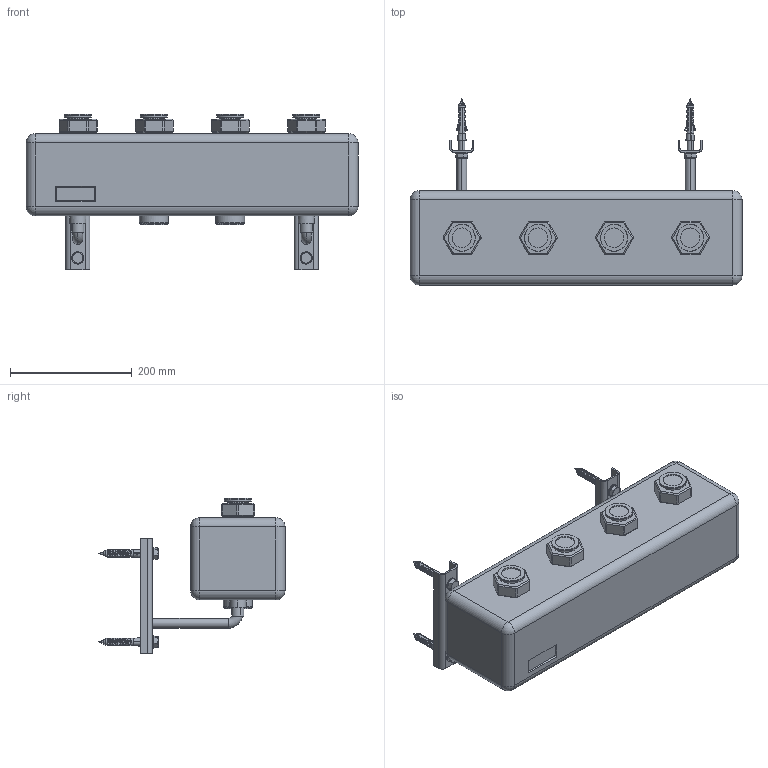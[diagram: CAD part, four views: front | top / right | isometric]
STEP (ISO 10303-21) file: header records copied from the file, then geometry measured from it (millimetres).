
FILE_DESCRIPTION(('CATIA V5 STEP Exchange','CAx-IF Rec.Pracs.--- Model Styling and Organization---1.4--- 2014-01-23','CAx-IF Rec.Pracs.---3D Tessellated Data Validation Properties---0.5---2014-09-14'),'2;1');
FILE_NAME('STEP_550220_-_TST.stp','2021-06-01T08:53:49+00:00',('none'),('none'),'CATIA Version 5-6 Release 2019 SP3','CATIA V5 STEP AP242 v1','none');
FILE_SCHEMA(('AP242_MANAGED_MODEL_BASED_3D_ENGINEERING_MIM_LF {1 0 10303 442 1 1 4}'));
Products named in the file (1): 550220 - TST
Bounding box: 545 x 305.5 x 255.5 mm (x, y, z)
Volume: 11750371.5 mm3; surface area: 472573.5 mm2
Topology: 3 solids, 11 shells, 1908 faces, 5536 edges, 3660 vertices
Faces by surface type: plane 640, cylinder 632, cone 604, torus 24, sphere 8
Entity records: 64865 total; most frequent: CARTESIAN_POINT 22887, ORIENTED_EDGE 11040, EDGE_CURVE 5520, DIRECTION 5158, VERTEX_POINT 3660, B_SPLINE_CURVE_WITH_KNOTS 2274, AXIS2_PLACEMENT_3D 2115, VECTOR 2088
